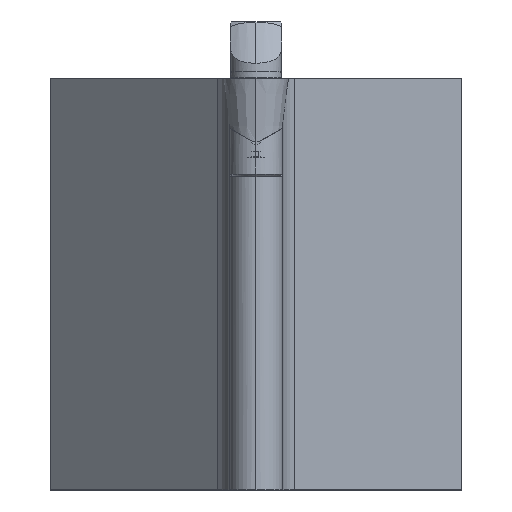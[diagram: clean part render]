
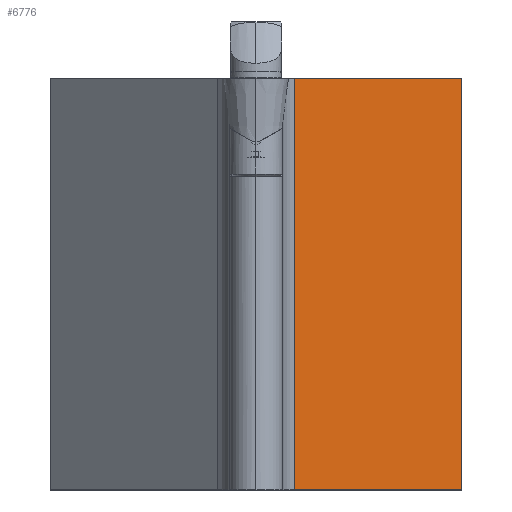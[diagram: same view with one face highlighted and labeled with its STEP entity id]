
A CAD part, left-side view. The second image highlights one B-rep face of the part: STEP entity #6776.
In plain terms, the highlighted planar face has unit normal (-0.707, -0.707, 0).
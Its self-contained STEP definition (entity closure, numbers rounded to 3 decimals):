
#1 = AXIS2_PLACEMENT_3D ( 'NONE', #4945, #5500, #394 ) ;
#286 = EDGE_CURVE ( 'NONE', #1469, #1097, #4383, .T. ) ;
#384 = DIRECTION ( 'NONE',  ( 0., 0., -1. ) ) ;
#394 = DIRECTION ( 'NONE',  ( 0.707, -0.707, 0. ) ) ;
#468 = VECTOR ( 'NONE', #384, 1000. ) ;
#488 = ORIENTED_EDGE ( 'NONE', *, *, #286, .T. ) ;
#942 = LINE ( 'NONE', #1985, #4704 ) ;
#1097 = VERTEX_POINT ( 'NONE', #5847 ) ;
#1469 = VERTEX_POINT ( 'NONE', #2751 ) ;
#1985 = CARTESIAN_POINT ( 'NONE',  ( 8.225, 8.225, -40. ) ) ;
#2335 = CARTESIAN_POINT ( 'NONE',  ( 8.225, 8.225, 0. ) ) ;
#2378 = LINE ( 'NONE', #2784, #5386 ) ;
#2400 = CARTESIAN_POINT ( 'NONE',  ( 20.172, -3.722, -40. ) ) ;
#2513 = EDGE_CURVE ( 'NONE', #1097, #5741, #2822, .T. ) ;
#2658 = DIRECTION ( 'NONE',  ( -0.707, 0.707, 0. ) ) ;
#2751 = CARTESIAN_POINT ( 'NONE',  ( 36.45, -20., 0. ) ) ;
#2784 = CARTESIAN_POINT ( 'NONE',  ( 36.45, -20., 321.4 ) ) ;
#2822 = LINE ( 'NONE', #5628, #468 ) ;
#3004 = DIRECTION ( 'NONE',  ( -0.707, 0.707, 0. ) ) ;
#4244 = ORIENTED_EDGE ( 'NONE', *, *, #5097, .F. ) ;
#4383 = LINE ( 'NONE', #2335, #7812 ) ;
#4704 = VECTOR ( 'NONE', #2658, 1000. ) ;
#4945 = CARTESIAN_POINT ( 'NONE',  ( 20.172, -3.722, 321.4 ) ) ;
#5097 = EDGE_CURVE ( 'NONE', #7701, #5741, #942, .T. ) ;
#5386 = VECTOR ( 'NONE', #7334, 1000. ) ;
#5500 = DIRECTION ( 'NONE',  ( -0.707, -0.707, 0. ) ) ;
#5518 = EDGE_CURVE ( 'NONE', #1469, #7701, #2378, .T. ) ;
#5628 = CARTESIAN_POINT ( 'NONE',  ( 20.172, -3.722, 321.4 ) ) ;
#5741 = VERTEX_POINT ( 'NONE', #2400 ) ;
#5844 = EDGE_LOOP ( 'NONE', ( #4244, #7158, #488, #8313 ) ) ;
#5847 = CARTESIAN_POINT ( 'NONE',  ( 20.172, -3.722, 0. ) ) ;
#5927 = FACE_OUTER_BOUND ( 'NONE', #5844, .T. ) ;
#6776 = ADVANCED_FACE ( 'NONE', ( #5927 ), #7520, .T. ) ;
#7158 = ORIENTED_EDGE ( 'NONE', *, *, #5518, .F. ) ;
#7268 = CARTESIAN_POINT ( 'NONE',  ( 36.45, -20., -40. ) ) ;
#7334 = DIRECTION ( 'NONE',  ( 0., 0., -1. ) ) ;
#7520 = PLANE ( 'NONE',  #1 ) ;
#7701 = VERTEX_POINT ( 'NONE', #7268 ) ;
#7812 = VECTOR ( 'NONE', #3004, 1000. ) ;
#8313 = ORIENTED_EDGE ( 'NONE', *, *, #2513, .T. ) ;
